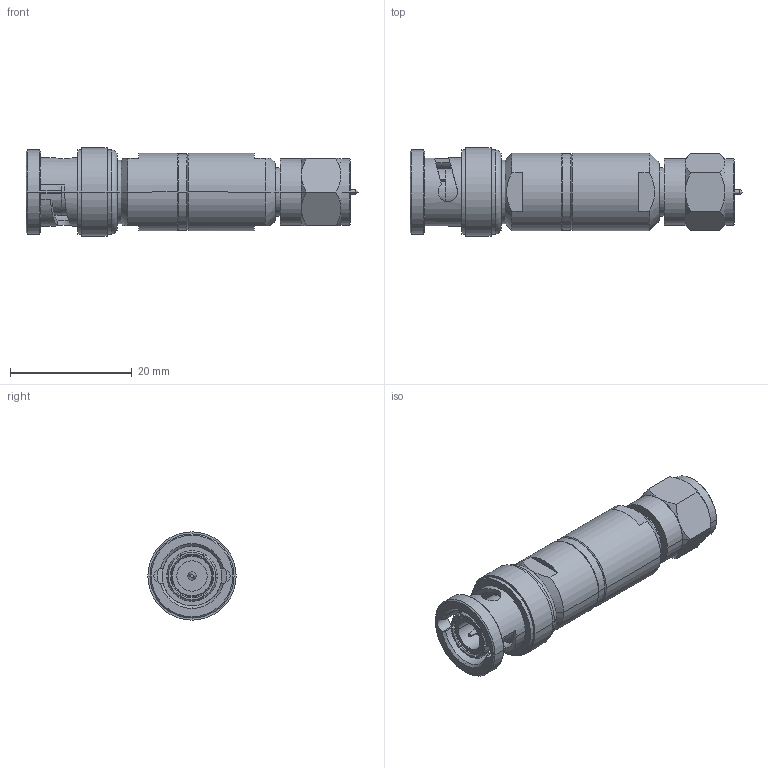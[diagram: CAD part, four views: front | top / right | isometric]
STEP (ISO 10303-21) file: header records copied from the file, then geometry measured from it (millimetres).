
FILE_DESCRIPTION (( 'STEP AP214' ), '1' );
FILE_NAME ('FM7067A_3D.step', '2024-01-15T15:58:13', ( '' ), ( '' ), 'SwSTEP 2.0', 'SolidWorks 2022', '' );
FILE_SCHEMA (( 'AUTOMOTIVE_DESIGN' ));
Length unit declared in the file: inch
Products named in the file (5): 7067A - MP-BM50FM75-0-3G(2)^FM7067A; MP-FM75^7067A - MP-BM50FM75-0-3G(2)_FM7067A; FM7067A_3D; MP-BM50(2)^7067A - MP-BM50FM75-0-3G(2)_FM7067A; FAT-B-11(2)^7067A - MP-BM50FM75-0-3G(2)_FM7067A
Assembly tree (4 placements, depth 3):
  FM7067A_3D
    7067A - MP-BM50FM75-0-3G(2)^FM7067A
      MP-BM50(2)^7067A - MP-BM50FM75-0-3G(2)_FM7067A
      FAT-B-11(2)^7067A - MP-BM50FM75-0-3G(2)_FM7067A
      MP-FM75^7067A - MP-BM50FM75-0-3G(2)_FM7067A
Bounding box: 54.5 x 14.5 x 14.5 mm (x, y, z)
Volume: 6705.9 mm3; surface area: 4523.3 mm2
Topology: 3 solids, 3 shells, 232 faces, 554 edges, 341 vertices
Faces by surface type: cone 81, plane 78, cylinder 63, torus 8, sphere 2
Entity records: 7862 total; most frequent: CARTESIAN_POINT 2273, DIRECTION 1192, ORIENTED_EDGE 1100, EDGE_CURVE 550, AXIS2_PLACEMENT_3D 486, VERTEX_POINT 339, EDGE_LOOP 251, CIRCLE 246
